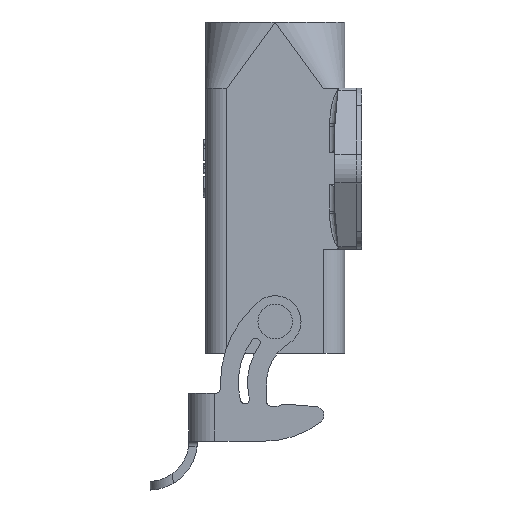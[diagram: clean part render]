
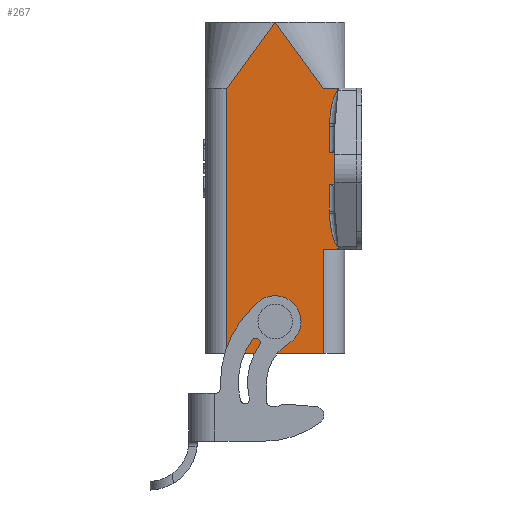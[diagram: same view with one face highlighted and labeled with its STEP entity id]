
A CAD part, front view. The second image highlights one B-rep face of the part: STEP entity #267.
In plain terms, the highlighted planar face has unit normal (0, -1, 0).
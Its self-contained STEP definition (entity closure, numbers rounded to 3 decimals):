
#107=CARTESIAN_POINT('',(14.4,-12.1,-0.4));
#108=DIRECTION('',(0.0,-1.0,0.0));
#109=DIRECTION('',(0.0,0.0,-1.0));
#110=AXIS2_PLACEMENT_3D('',#107,#108,#109);
#111=PLANE('',#110);
#112=CARTESIAN_POINT('',(-8.4,-12.1,0.));
#113=VERTEX_POINT('',#112);
#114=CARTESIAN_POINT('',(8.4,-12.1,0.));
#115=VERTEX_POINT('',#114);
#116=CARTESIAN_POINT('',(-8.4,-12.1,0.));
#117=DIRECTION('',(1.0,0.0,0.0));
#118=VECTOR('',#117,16.8);
#119=LINE('',#116,#118);
#120=EDGE_CURVE('',#113,#115,#119,.T.);
#121=ORIENTED_EDGE('',*,*,#120,.T.);
#122=CARTESIAN_POINT('',(8.4,-12.1,18.1));
#123=VERTEX_POINT('',#122);
#124=CARTESIAN_POINT('',(8.4,-12.1,0.));
#125=DIRECTION('',(0.0,0.0,1.0));
#126=VECTOR('',#125,18.1);
#127=LINE('',#124,#126);
#128=EDGE_CURVE('',#115,#123,#127,.T.);
#129=ORIENTED_EDGE('',*,*,#128,.T.);
#130=CARTESIAN_POINT('',(10.96,-12.1,18.1));
#131=VERTEX_POINT('',#130);
#132=CARTESIAN_POINT('',(8.4,-12.1,18.1));
#133=DIRECTION('',(1.0,0.0,0.0));
#134=VECTOR('',#133,2.56);
#135=LINE('',#132,#134);
#136=EDGE_CURVE('',#123,#131,#135,.T.);
#137=ORIENTED_EDGE('',*,*,#136,.T.);
#138=CARTESIAN_POINT('',(9.423,-12.1,24.195));
#139=VERTEX_POINT('',#138);
#140=CARTESIAN_POINT('',(10.96,-12.1,18.1));
#141=CARTESIAN_POINT('',(10.818,-12.1,18.338));
#142=CARTESIAN_POINT('',(10.561,-12.1,18.82));
#143=CARTESIAN_POINT('',(10.243,-12.1,19.578));
#144=CARTESIAN_POINT('',(9.997,-12.1,20.341));
#145=CARTESIAN_POINT('',(9.75,-12.1,21.358));
#146=CARTESIAN_POINT('',(9.558,-12.1,22.647));
#147=CARTESIAN_POINT('',(9.468,-12.1,23.68));
#148=CARTESIAN_POINT('',(9.423,-12.1,24.195));
#149=B_SPLINE_CURVE_WITH_KNOTS('',3,(#140,#141,#142,#143,#144,#145,#146,#147,#148),.UNSPECIFIED.,.F.,.U.,(4,1,1,1,1,1,4),(0.0,0.14,0.271,0.397,0.52,0.76,1.0),.UNSPECIFIED.);
#150=EDGE_CURVE('',#131,#139,#149,.T.);
#151=ORIENTED_EDGE('',*,*,#150,.T.);
#152=CARTESIAN_POINT('',(9.4,-12.1,24.718));
#153=VERTEX_POINT('',#152);
#154=CARTESIAN_POINT('',(15.4,-12.1,24.718));
#155=DIRECTION('',(0.0,1.0,0.0));
#156=DIRECTION('',(-1.,0.0,0.));
#157=AXIS2_PLACEMENT_3D('',#154,#155,#156);
#158=CIRCLE('',#157,6.);
#159=EDGE_CURVE('',#139,#153,#158,.T.);
#160=ORIENTED_EDGE('',*,*,#159,.T.);
#161=CARTESIAN_POINT('',(9.4,-12.1,29.345));
#162=VERTEX_POINT('',#161);
#163=CARTESIAN_POINT('',(9.4,-12.1,24.718));
#164=DIRECTION('',(0.0,0.0,1.0));
#165=VECTOR('',#164,4.627);
#166=LINE('',#163,#165);
#167=EDGE_CURVE('',#153,#162,#166,.T.);
#168=ORIENTED_EDGE('',*,*,#167,.T.);
#169=CARTESIAN_POINT('',(10.4,-12.1,29.345));
#170=VERTEX_POINT('',#169);
#171=CARTESIAN_POINT('',(9.4,-12.1,29.345));
#172=DIRECTION('',(1.0,0.0,0.0));
#173=VECTOR('',#172,1.);
#174=LINE('',#171,#173);
#175=EDGE_CURVE('',#162,#170,#174,.T.);
#176=ORIENTED_EDGE('',*,*,#175,.T.);
#177=CARTESIAN_POINT('',(10.4,-12.1,34.855));
#178=VERTEX_POINT('',#177);
#179=CARTESIAN_POINT('',(10.4,-12.1,29.345));
#180=DIRECTION('',(0.0,0.0,1.0));
#181=VECTOR('',#180,5.51);
#182=LINE('',#179,#181);
#183=EDGE_CURVE('',#170,#178,#182,.T.);
#184=ORIENTED_EDGE('',*,*,#183,.T.);
#185=CARTESIAN_POINT('',(9.4,-12.1,34.855));
#186=VERTEX_POINT('',#185);
#187=CARTESIAN_POINT('',(10.4,-12.1,34.855));
#188=DIRECTION('',(-1.0,0.0,0.0));
#189=VECTOR('',#188,1.);
#190=LINE('',#187,#189);
#191=EDGE_CURVE('',#178,#186,#190,.T.);
#192=ORIENTED_EDGE('',*,*,#191,.T.);
#193=CARTESIAN_POINT('',(9.4,-12.1,39.482));
#194=VERTEX_POINT('',#193);
#195=CARTESIAN_POINT('',(9.4,-12.1,34.855));
#196=DIRECTION('',(0.0,0.0,1.0));
#197=VECTOR('',#196,4.627);
#198=LINE('',#195,#197);
#199=EDGE_CURVE('',#186,#194,#198,.T.);
#200=ORIENTED_EDGE('',*,*,#199,.T.);
#201=CARTESIAN_POINT('',(9.423,-12.1,40.005));
#202=VERTEX_POINT('',#201);
#203=CARTESIAN_POINT('',(15.4,-12.1,39.482));
#204=DIRECTION('',(0.0,1.0,0.0));
#205=DIRECTION('',(-0.996,0.0,0.087));
#206=AXIS2_PLACEMENT_3D('',#203,#204,#205);
#207=CIRCLE('',#206,6.);
#208=EDGE_CURVE('',#194,#202,#207,.T.);
#209=ORIENTED_EDGE('',*,*,#208,.T.);
#210=CARTESIAN_POINT('',(10.96,-12.1,46.1));
#211=VERTEX_POINT('',#210);
#212=CARTESIAN_POINT('',(9.423,-12.1,40.005));
#213=CARTESIAN_POINT('',(9.468,-12.1,40.52));
#214=CARTESIAN_POINT('',(9.558,-12.1,41.553));
#215=CARTESIAN_POINT('',(9.75,-12.1,42.842));
#216=CARTESIAN_POINT('',(9.997,-12.1,43.859));
#217=CARTESIAN_POINT('',(10.243,-12.1,44.622));
#218=CARTESIAN_POINT('',(10.561,-12.1,45.38));
#219=CARTESIAN_POINT('',(10.818,-12.1,45.862));
#220=CARTESIAN_POINT('',(10.96,-12.1,46.1));
#221=B_SPLINE_CURVE_WITH_KNOTS('',3,(#212,#213,#214,#215,#216,#217,#218,#219,#220),.UNSPECIFIED.,.F.,.U.,(4,1,1,1,1,1,4),(0.0,0.24,0.48,0.603,0.729,0.86,1.0),.UNSPECIFIED.);
#222=EDGE_CURVE('',#202,#211,#221,.T.);
#223=ORIENTED_EDGE('',*,*,#222,.T.);
#224=CARTESIAN_POINT('',(8.4,-12.1,46.1));
#225=VERTEX_POINT('',#224);
#226=CARTESIAN_POINT('',(10.96,-12.1,46.1));
#227=DIRECTION('',(-1.0,0.0,0.0));
#228=VECTOR('',#227,2.56);
#229=LINE('',#226,#228);
#230=EDGE_CURVE('',#211,#225,#229,.T.);
#231=ORIENTED_EDGE('',*,*,#230,.T.);
#232=CARTESIAN_POINT('',(0.,-12.1,57.6));
#233=VERTEX_POINT('',#232);
#234=CARTESIAN_POINT('',(8.4,-12.1,46.1));
#235=DIRECTION('',(-0.59,0.,0.808));
#236=VECTOR('',#235,14.241);
#237=LINE('',#234,#236);
#238=EDGE_CURVE('',#225,#233,#237,.T.);
#239=ORIENTED_EDGE('',*,*,#238,.T.);
#240=CARTESIAN_POINT('',(-8.4,-12.1,46.1));
#241=VERTEX_POINT('',#240);
#242=CARTESIAN_POINT('',(0.,-12.1,57.6));
#243=DIRECTION('',(-0.59,0.,-0.808));
#244=VECTOR('',#243,14.241);
#245=LINE('',#242,#244);
#246=EDGE_CURVE('',#233,#241,#245,.T.);
#247=ORIENTED_EDGE('',*,*,#246,.T.);
#248=CARTESIAN_POINT('',(-8.4,-12.1,46.1));
#249=DIRECTION('',(0.0,0.0,-1.0));
#250=VECTOR('',#249,46.1);
#251=LINE('',#248,#250);
#252=EDGE_CURVE('',#241,#113,#251,.T.);
#253=ORIENTED_EDGE('',*,*,#252,.T.);
#254=EDGE_LOOP('',(#121,#129,#137,#151,#160,#168,#176,#184,#192,#200,#209,#223,#231,#239,#247,#253));
#255=FACE_OUTER_BOUND('',#254,.T.);
#256=CARTESIAN_POINT('',(2.4,-12.1,5.5));
#257=VERTEX_POINT('',#256);
#258=CARTESIAN_POINT('',(0.,-12.1,5.5));
#259=DIRECTION('',(0.0,1.0,0.0));
#260=DIRECTION('',(1.0,0.0,0.0));
#261=AXIS2_PLACEMENT_3D('',#258,#259,#260);
#262=CIRCLE('',#261,2.4);
#263=EDGE_CURVE('',#257,#257,#262,.T.);
#264=ORIENTED_EDGE('',*,*,#263,.T.);
#265=EDGE_LOOP('',(#264));
#266=FACE_BOUND('',#265,.T.);
#267=ADVANCED_FACE('',(#255,#266),#111,.T.);
